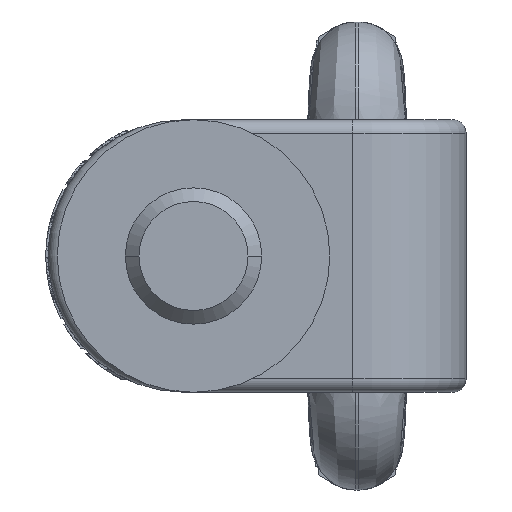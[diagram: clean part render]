
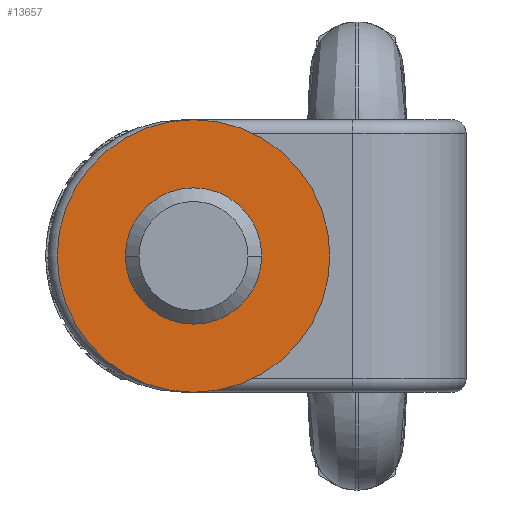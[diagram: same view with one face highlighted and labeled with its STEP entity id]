
A CAD part, front view. The second image highlights one B-rep face of the part: STEP entity #13657.
In plain terms, the highlighted planar face has unit normal (0, -1, 0).
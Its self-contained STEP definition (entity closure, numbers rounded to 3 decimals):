
#5416=CARTESIAN_POINT('',(-62.,-5.4,0.));
#5417=DIRECTION('',(0.,1.,0.));
#5418=DIRECTION('',(1.,0.,0.));
#5419=AXIS2_PLACEMENT_3D('',#5416,#5417,#5418);
#5421=CARTESIAN_POINT('',(-62.,-5.4,0.));
#5422=DIRECTION('',(0.,-1.,0.));
#5423=DIRECTION('',(1.,0.,0.));
#5424=AXIS2_PLACEMENT_3D('',#5421,#5422,#5423);
#5426=CARTESIAN_POINT('',(-62.,-5.4,0.));
#5427=DIRECTION('',(0.,-1.,0.));
#5428=DIRECTION('',(1.,0.,0.));
#5429=AXIS2_PLACEMENT_3D('',#5426,#5427,#5428);
#5439=CARTESIAN_POINT('',(-62.,-5.4,0.));
#5440=DIRECTION('',(0.,1.,0.));
#5441=DIRECTION('',(1.,0.,0.));
#5442=AXIS2_PLACEMENT_3D('',#5439,#5440,#5441);
#5572=CARTESIAN_POINT('',(-32.,-5.4,0.));
#5574=VERTEX_POINT('',#5572);
#5580=CARTESIAN_POINT('',(-92.,-5.4,0.));
#5582=VERTEX_POINT('',#5580);
#5592=CARTESIAN_POINT('',(-47.,-5.4,0.));
#5593=CARTESIAN_POINT('',(-77.,-5.4,0.));
#5594=VERTEX_POINT('',#5592);
#5595=VERTEX_POINT('',#5593);
#13642=CARTESIAN_POINT('',(-62.,-5.4,0.));
#13643=DIRECTION('',(0.,-1.,0.));
#13644=DIRECTION('',(-1.,0.,0.));
#13645=AXIS2_PLACEMENT_3D('',#13642,#13643,#13644);
#13646=PLANE('',#13645);
#13648=ORIENTED_EDGE('',*,*,#13647,.F.);
#13650=ORIENTED_EDGE('',*,*,#13649,.T.);
#13651=EDGE_LOOP('',(#13648,#13650));
#13652=FACE_OUTER_BOUND('',#13651,.F.);
#13653=ORIENTED_EDGE('',*,*,#13637,.F.);
#13654=ORIENTED_EDGE('',*,*,#13621,.T.);
#13655=EDGE_LOOP('',(#13653,#13654));
#13656=FACE_BOUND('',#13655,.F.);
#13657=ADVANCED_FACE('',(#13652,#13656),#13646,.T.);
#5420=CIRCLE('',#5419,15.);
#5425=CIRCLE('',#5424,15.);
#5430=CIRCLE('',#5429,30.);
#5443=CIRCLE('',#5442,30.);
#13621=EDGE_CURVE('',#5594,#5595,#5425,.T.);
#13637=EDGE_CURVE('',#5594,#5595,#5420,.T.);
#13647=EDGE_CURVE('',#5574,#5582,#5430,.T.);
#13649=EDGE_CURVE('',#5574,#5582,#5443,.T.);
